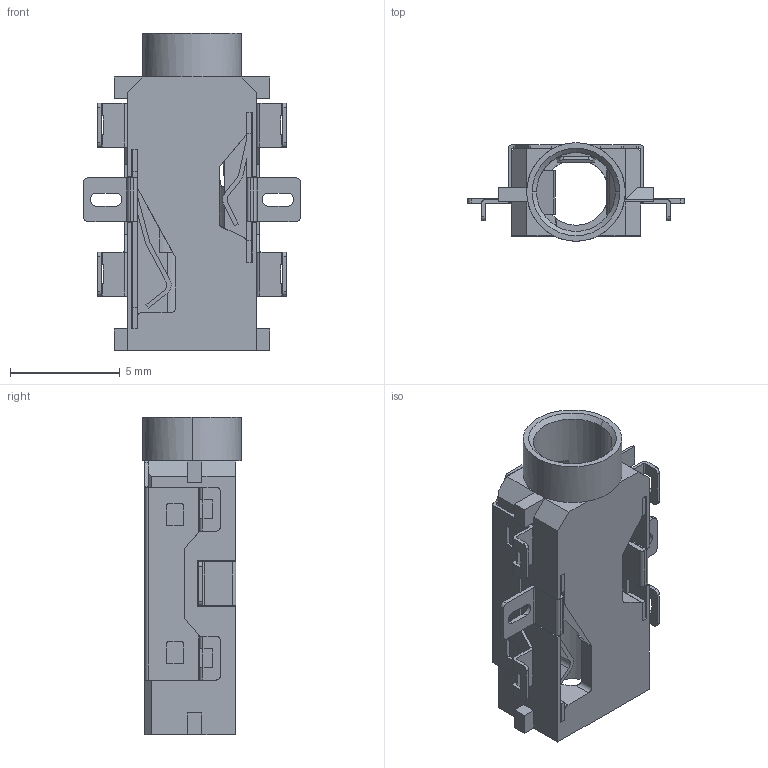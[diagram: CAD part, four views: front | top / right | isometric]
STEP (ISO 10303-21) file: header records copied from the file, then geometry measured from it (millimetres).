
FILE_DESCRIPTION((''),'2;1');
FILE_NAME('SJ-3502-SMT','2015-02-03T',('carefree'),(''),'PRO/ENGINEER BY PARAMETRIC TECHNOLOGY CORPORATION, 2010020','PRO/ENGINEER BY PARAMETRIC TECHNOLOGY CORPORATION, 2010020','');
FILE_SCHEMA(('CONFIG_CONTROL_DESIGN'));
Length unit declared in the file: millimetre
Products named in the file (1): SJ-3502-SMT
Bounding box: 9.9 x 4.5 x 14.5 mm (x, y, z)
Volume: 178.6 mm3; surface area: 871.5 mm2
Topology: 4 solids, 4 shells, 328 faces, 987 edges, 654 vertices
Faces by surface type: plane 213, cylinder 113, cone 2
Entity records: 11227 total; most frequent: CARTESIAN_POINT 2101, ORIENTED_EDGE 1974, DIRECTION 1838, EDGE_CURVE 987, VECTOR 738, LINE 738, VERTEX_POINT 654, AXIS2_PLACEMENT_3D 550
